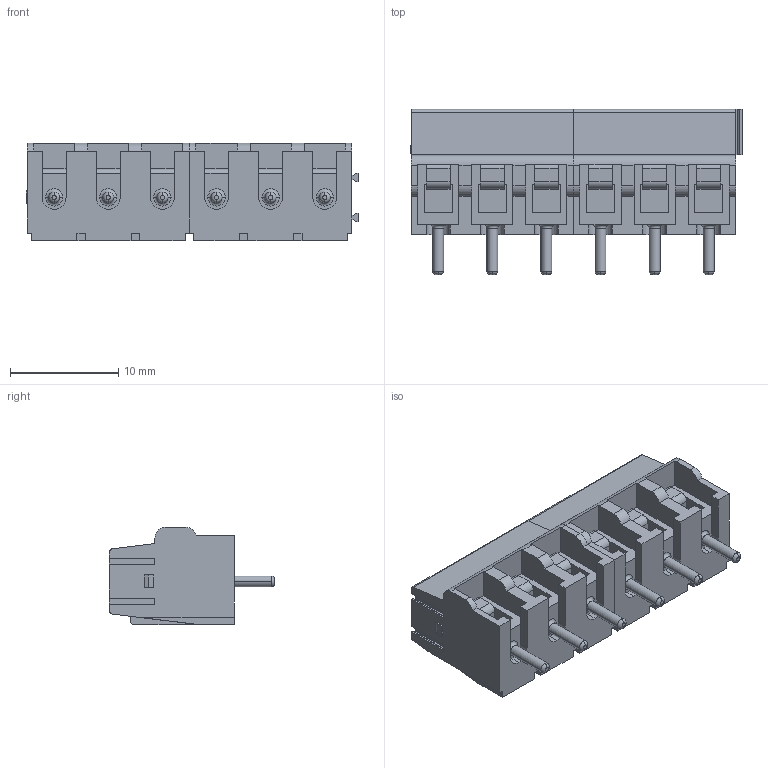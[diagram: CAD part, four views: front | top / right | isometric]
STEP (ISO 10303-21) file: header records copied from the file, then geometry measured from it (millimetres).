
FILE_DESCRIPTION (( 'STEP AP214' ), '1' );
FILE_NAME ('1935200.STEP', '2025-01-10T04:23:45', ( 'LENOVO' ), ( '' ), 'SwSTEP 2.0', 'SolidWorks 2021', '' );
FILE_SCHEMA (( 'AUTOMOTIVE_DESIGN' ));
Length unit declared in the file: millimetre
Products named in the file (2): 1935200_Body_1935174; 1935200
Assembly tree (2 placements, depth 2):
  1935200
    1935200_Body_1935174  x2
Bounding box: 30.67 x 15.25 x 9 mm (x, y, z)
Volume: 2017.6 mm3; surface area: 4209.9 mm2
Topology: 14 solids, 14 shells, 540 faces, 1464 edges, 968 vertices
Faces by surface type: plane 362, cylinder 106, bspline 48, torus 24
Entity records: 9140 total; most frequent: CARTESIAN_POINT 2253, ORIENTED_EDGE 1464, DIRECTION 1316, EDGE_CURVE 732, LINE 494, VECTOR 494, VERTEX_POINT 484, AXIS2_PLACEMENT_3D 411
